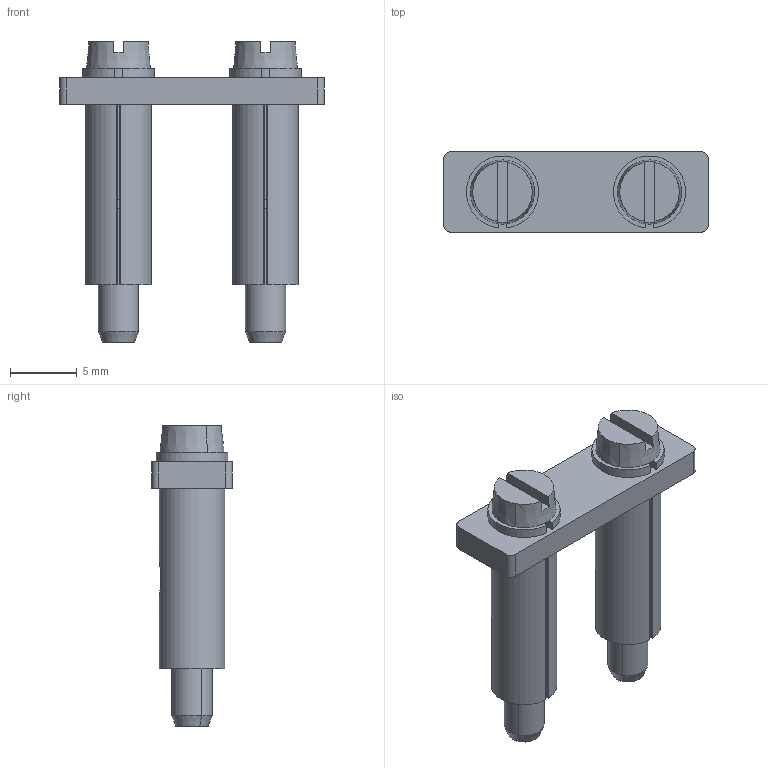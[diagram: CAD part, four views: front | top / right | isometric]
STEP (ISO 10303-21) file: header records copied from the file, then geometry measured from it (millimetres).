
FILE_DESCRIPTION(('CATIA V5R24 STEP','CAx-IF Rec.Pracs.--- Model Styling and Organization---1.2---2011-12-15'),'2;1');
FILE_NAME ('12055386_2_1897110000_1897110000.stp','2017-09-27T07:10:20+00:00',('none'),('Weidmueller'),'CATIA Version 5-6 Release 2014 SP4 HF52','CATIA V5 STEP AP214','none');
FILE_SCHEMA(('AUTOMOTIVE_DESIGN { 1 0 10303 214 1 1 1 1 }'));
Length unit declared in the file: millimetre
Products named in the file (1): v5-standard_part
Bounding box: 19.8 x 6 x 22.5 mm (x, y, z)
Volume: 809.2 mm3; surface area: 1576 mm2
Topology: 1 solids, 1 shells, 82 faces, 210 edges, 132 vertices
Faces by surface type: plane 36, cylinder 24, cone 12, bspline 10
Entity records: 2749 total; most frequent: CARTESIAN_POINT 882, ORIENTED_EDGE 420, DIRECTION 294, EDGE_CURVE 210, AXIS2_PLACEMENT_3D 142, VERTEX_POINT 132, VECTOR 92, EDGE_LOOP 92
